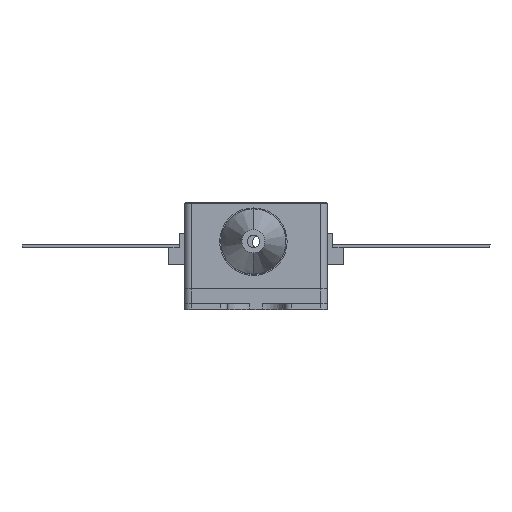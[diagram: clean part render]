
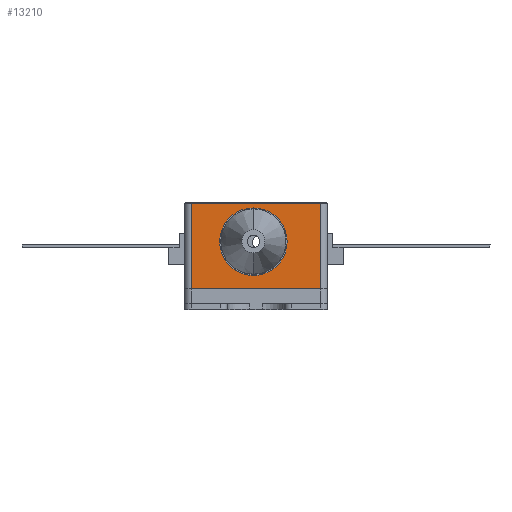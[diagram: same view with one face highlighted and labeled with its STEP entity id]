
A CAD part, top view. The second image highlights one B-rep face of the part: STEP entity #13210.
In plain terms, the highlighted planar face has unit normal (0, 0, 1).
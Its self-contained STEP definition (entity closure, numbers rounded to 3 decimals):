
#1263 = EDGE_CURVE ( 'NONE', #8948, #14332, #19141, .T. ) ;
#1380 = CARTESIAN_POINT ( 'NONE',  ( -39.467, 4.378, 10.4 ) ) ;
#1633 = DIRECTION ( 'NONE',  ( -1., 0., 0. ) ) ;
#1887 = CARTESIAN_POINT ( 'NONE',  ( -45.451, 8.578, 10.4 ) ) ;
#3072 = PLANE ( 'NONE',  #3385 ) ;
#3385 = AXIS2_PLACEMENT_3D ( 'NONE', #9863, #20652, #15425 ) ;
#3493 = CARTESIAN_POINT ( 'NONE',  ( -39.467, 11.978, 10.4 ) ) ;
#3746 = DIRECTION ( 'NONE',  ( 1., 0., 0. ) ) ;
#4602 = EDGE_CURVE ( 'NONE', #21957, #20123, #13493, .T. ) ;
#5520 = EDGE_CURVE ( 'NONE', #14332, #9284, #9693, .T. ) ;
#6091 = VECTOR ( 'NONE', #20188, 1000. ) ;
#6926 = EDGE_CURVE ( 'NONE', #20123, #21957, #14091, .T. ) ;
#7101 = FACE_OUTER_BOUND ( 'NONE', #8696, .T. ) ;
#7243 = CARTESIAN_POINT ( 'NONE',  ( -51.567, 11.978, 10.4 ) ) ;
#7877 = ORIENTED_EDGE ( 'NONE', *, *, #1263, .T. ) ;
#8416 = ORIENTED_EDGE ( 'NONE', *, *, #4602, .F. ) ;
#8696 = EDGE_LOOP ( 'NONE', ( #13800, #7877, #18805, #21702 ) ) ;
#8948 = VERTEX_POINT ( 'NONE', #21973 ) ;
#9284 = VERTEX_POINT ( 'NONE', #1380 ) ;
#9629 = CARTESIAN_POINT ( 'NONE',  ( -51.567, 4.378, 10.4 ) ) ;
#9693 = LINE ( 'NONE', #9629, #6091 ) ;
#9863 = CARTESIAN_POINT ( 'NONE',  ( -51.567, 4.378, 10.4 ) ) ;
#10433 = FACE_BOUND ( 'NONE', #17988, .T. ) ;
#11664 = CARTESIAN_POINT ( 'NONE',  ( -50.967, 4.378, 10.4 ) ) ;
#12016 = VECTOR ( 'NONE', #1633, 1000. ) ;
#12622 = CARTESIAN_POINT ( 'NONE',  ( -47.039, 8.578, 10.4 ) ) ;
#12625 = EDGE_CURVE ( 'NONE', #9284, #13268, #14220, .T. ) ;
#12870 = EDGE_CURVE ( 'NONE', #13268, #8948, #16686, .T. ) ;
#13210 = ADVANCED_FACE ( 'NONE', ( #10433, #7101 ), #3072, .T. ) ;
#13268 = VERTEX_POINT ( 'NONE', #17065 ) ;
#13369 = VECTOR ( 'NONE', #17562, 1000. ) ;
#13493 = CIRCLE ( 'NONE', #16759, 1.587 ) ;
#13687 = CARTESIAN_POINT ( 'NONE',  ( -45.451, 8.578, 10.4 ) ) ;
#13800 = ORIENTED_EDGE ( 'NONE', *, *, #12870, .T. ) ;
#14091 = CIRCLE ( 'NONE', #17162, 1.587 ) ;
#14220 = LINE ( 'NONE', #3493, #13369 ) ;
#14332 = VERTEX_POINT ( 'NONE', #11664 ) ;
#14649 = VECTOR ( 'NONE', #19387, 1000. ) ;
#15425 = DIRECTION ( 'NONE',  ( 1., 0., 0. ) ) ;
#16686 = LINE ( 'NONE', #7243, #12016 ) ;
#16759 = AXIS2_PLACEMENT_3D ( 'NONE', #13687, #22790, #17508 ) ;
#17065 = CARTESIAN_POINT ( 'NONE',  ( -39.467, 11.978, 10.4 ) ) ;
#17162 = AXIS2_PLACEMENT_3D ( 'NONE', #1887, #22954, #3746 ) ;
#17508 = DIRECTION ( 'NONE',  ( 1., 0., 0. ) ) ;
#17562 = DIRECTION ( 'NONE',  ( 0., 1., 0. ) ) ;
#17614 = CARTESIAN_POINT ( 'NONE',  ( -50.967, 4.378, 10.4 ) ) ;
#17988 = EDGE_LOOP ( 'NONE', ( #18077, #8416 ) ) ;
#18077 = ORIENTED_EDGE ( 'NONE', *, *, #6926, .F. ) ;
#18805 = ORIENTED_EDGE ( 'NONE', *, *, #5520, .T. ) ;
#19141 = LINE ( 'NONE', #17614, #14649 ) ;
#19387 = DIRECTION ( 'NONE',  ( 0., -1., 0. ) ) ;
#20123 = VERTEX_POINT ( 'NONE', #22407 ) ;
#20188 = DIRECTION ( 'NONE',  ( 1., 0., 0. ) ) ;
#20652 = DIRECTION ( 'NONE',  ( 0., 0., 1. ) ) ;
#21702 = ORIENTED_EDGE ( 'NONE', *, *, #12625, .T. ) ;
#21957 = VERTEX_POINT ( 'NONE', #12622 ) ;
#21973 = CARTESIAN_POINT ( 'NONE',  ( -50.967, 11.978, 10.4 ) ) ;
#22407 = CARTESIAN_POINT ( 'NONE',  ( -43.864, 8.578, 10.4 ) ) ;
#22790 = DIRECTION ( 'NONE',  ( 0., 0., 1. ) ) ;
#22954 = DIRECTION ( 'NONE',  ( 0., 0., 1. ) ) ;
